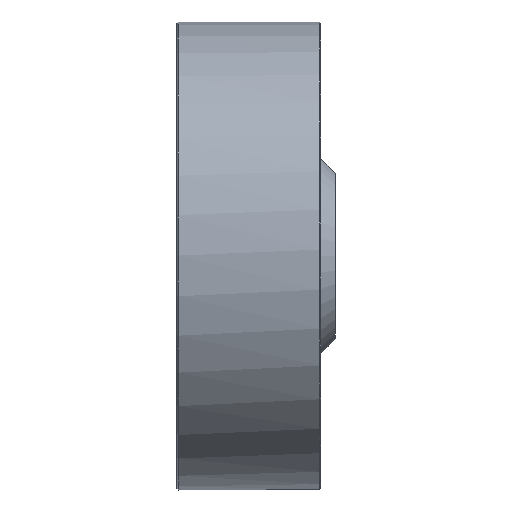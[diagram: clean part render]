
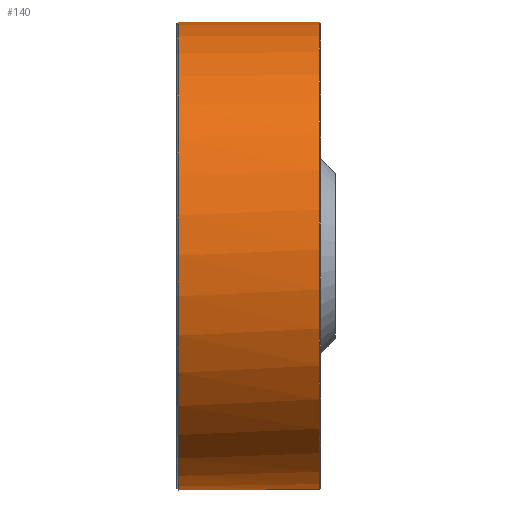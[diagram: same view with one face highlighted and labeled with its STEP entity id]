
A CAD part, top view. The second image highlights one B-rep face of the part: STEP entity #140.
In plain terms, the highlighted cylindrical face has radius 32.5 mm (diameter 65 mm), a full revolution.
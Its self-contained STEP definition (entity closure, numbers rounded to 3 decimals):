
#84=CARTESIAN_POINT('',(-0.8,32.5,0.));
#85=VERTEX_POINT('',#84);
#86=CARTESIAN_POINT('',(-0.8,0.,0.0));
#87=DIRECTION('',(-1.0,0.0,0.0));
#88=DIRECTION('',(0.0,-1.0,0.0));
#89=AXIS2_PLACEMENT_3D('',#86,#87,#88);
#90=CIRCLE('',#89,32.5);
#91=EDGE_CURVE('',#85,#85,#90,.T.);
#96=CARTESIAN_POINT('',(9.,0.,0.0));
#97=DIRECTION('',(1.0,0.,0.0));
#98=DIRECTION('',(0.0,1.0,0.0));
#99=AXIS2_PLACEMENT_3D('',#96,#97,#98);
#100=CYLINDRICAL_SURFACE('',#99,32.5);
#101=CARTESIAN_POINT('',(18.8,8.,-31.5));
#102=VERTEX_POINT('',#101);
#103=CARTESIAN_POINT('',(18.8,-8.,-31.5));
#104=VERTEX_POINT('',#103);
#105=CARTESIAN_POINT('',(18.8,0.,0.0));
#106=DIRECTION('',(1.0,0.0,0.0));
#107=DIRECTION('',(0.0,1.0,0.0));
#108=AXIS2_PLACEMENT_3D('',#105,#106,#107);
#109=CIRCLE('',#108,32.5);
#110=EDGE_CURVE('',#102,#104,#109,.T.);
#111=ORIENTED_EDGE('',*,*,#110,.F.);
#112=CARTESIAN_POINT('',(7.0,8.,-31.5));
#113=VERTEX_POINT('',#112);
#114=CARTESIAN_POINT('',(18.8,8.,-31.5));
#115=DIRECTION('',(-1.0,0.0,0.0));
#116=VECTOR('',#115,11.8);
#117=LINE('',#114,#116);
#118=EDGE_CURVE('',#102,#113,#117,.T.);
#119=ORIENTED_EDGE('',*,*,#118,.T.);
#120=CARTESIAN_POINT('',(7.,-8.,-31.5));
#121=VERTEX_POINT('',#120);
#122=CARTESIAN_POINT('',(7.,0.,0.0));
#123=DIRECTION('',(-1.0,0.0,0.0));
#124=DIRECTION('',(0.0,1.0,0.0));
#125=AXIS2_PLACEMENT_3D('',#122,#123,#124);
#126=CIRCLE('',#125,32.5);
#127=EDGE_CURVE('',#113,#121,#126,.T.);
#128=ORIENTED_EDGE('',*,*,#127,.T.);
#129=CARTESIAN_POINT('',(7.,-8.,-31.5));
#130=DIRECTION('',(1.0,0.0,0.0));
#131=VECTOR('',#130,11.8);
#132=LINE('',#129,#131);
#133=EDGE_CURVE('',#121,#104,#132,.T.);
#134=ORIENTED_EDGE('',*,*,#133,.T.);
#135=EDGE_LOOP('',(#111,#119,#128,#134));
#136=FACE_OUTER_BOUND('',#135,.T.);
#137=ORIENTED_EDGE('',*,*,#91,.F.);
#138=EDGE_LOOP('',(#137));
#139=FACE_BOUND('',#138,.T.);
#140=ADVANCED_FACE('',(#136,#139),#100,.T.);
